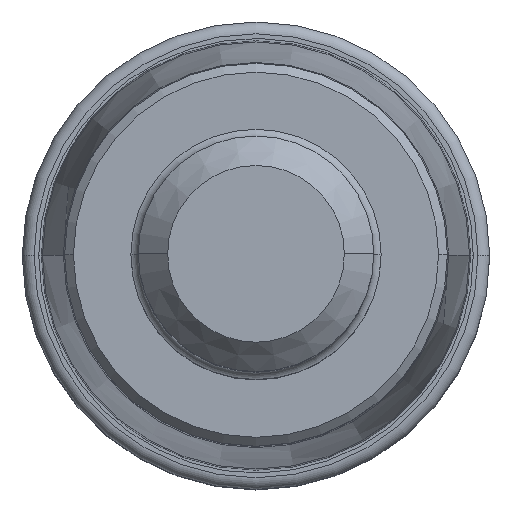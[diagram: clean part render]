
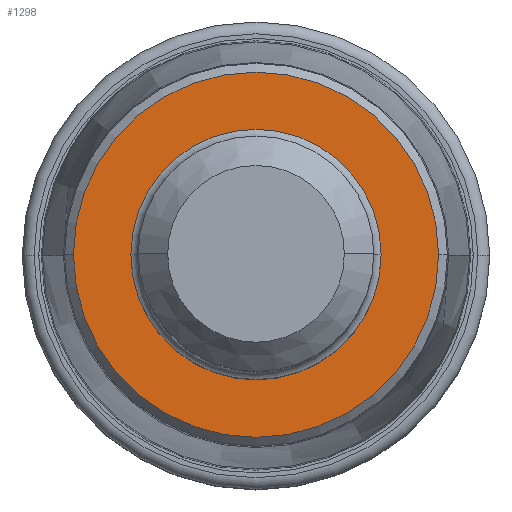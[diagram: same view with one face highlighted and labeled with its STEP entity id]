
A CAD part, top view. The second image highlights one B-rep face of the part: STEP entity #1298.
In plain terms, the highlighted planar face has unit normal (0, 0, 1).
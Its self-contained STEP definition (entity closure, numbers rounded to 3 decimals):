
#1145=PLANE('',#3959);
#1151=FACE_BOUND('',#1621,.T.);
#1152=FACE_BOUND('',#1622,.T.);
#1298=ADVANCED_FACE('',(#1151,#1152),#1145,.F.);
#1621=EDGE_LOOP('',(#2214,#2215));
#1622=EDGE_LOOP('',(#2216,#2217));
#2214=ORIENTED_EDGE('',*,*,#2744,.T.);
#2215=ORIENTED_EDGE('',*,*,#2747,.T.);
#2216=ORIENTED_EDGE('',*,*,#2748,.T.);
#2217=ORIENTED_EDGE('',*,*,#2749,.T.);
#2440=VERTEX_POINT('',#6801);
#2441=VERTEX_POINT('',#6802);
#2442=VERTEX_POINT('',#6809);
#2443=VERTEX_POINT('',#6810);
#2744=EDGE_CURVE('',#2440,#2441,#3169,.T.);
#2747=EDGE_CURVE('',#2441,#2440,#3170,.T.);
#2748=EDGE_CURVE('',#2442,#2443,#3171,.T.);
#2749=EDGE_CURVE('',#2443,#2442,#3172,.T.);
#3169=CIRCLE('',#3953,6.2);
#3170=CIRCLE('',#3955,6.2);
#3171=CIRCLE('',#3957,4.25);
#3172=CIRCLE('',#3958,4.25);
#3953=AXIS2_PLACEMENT_3D('',#6800,#4579,#4580);
#3955=AXIS2_PLACEMENT_3D('',#6806,#4585,#4586);
#3957=AXIS2_PLACEMENT_3D('',#6808,#4589,#4590);
#3958=AXIS2_PLACEMENT_3D('',#6811,#4591,#4592);
#3959=AXIS2_PLACEMENT_3D('',#6812,#4593,#4594);
#4579=DIRECTION('',(0.,0.,1.));
#4580=DIRECTION('',(1.,0.,0.));
#4585=DIRECTION('',(0.,0.,1.));
#4586=DIRECTION('',(-1.,0.,0.));
#4589=DIRECTION('',(0.,0.,-1.));
#4590=DIRECTION('',(1.,0.,0.));
#4591=DIRECTION('',(0.,0.,-1.));
#4592=DIRECTION('',(-1.,0.,0.));
#4593=DIRECTION('',(0.,0.,-1.));
#4594=DIRECTION('',(1.,0.,0.));
#6800=CARTESIAN_POINT('',(0.,0.,0.));
#6801=CARTESIAN_POINT('',(6.2,0.,0.));
#6802=CARTESIAN_POINT('',(-6.2,0.,0.));
#6806=CARTESIAN_POINT('',(0.,0.,0.));
#6808=CARTESIAN_POINT('',(0.,0.,0.));
#6809=CARTESIAN_POINT('',(4.25,0.,0.));
#6810=CARTESIAN_POINT('',(-4.25,0.,0.));
#6811=CARTESIAN_POINT('',(0.,0.,0.));
#6812=CARTESIAN_POINT('',(0.,0.,0.));
